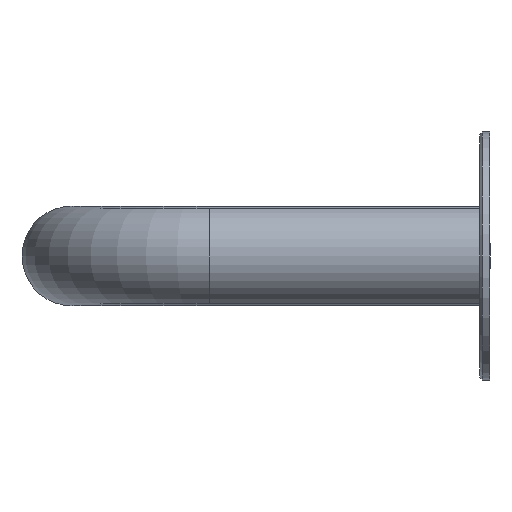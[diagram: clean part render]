
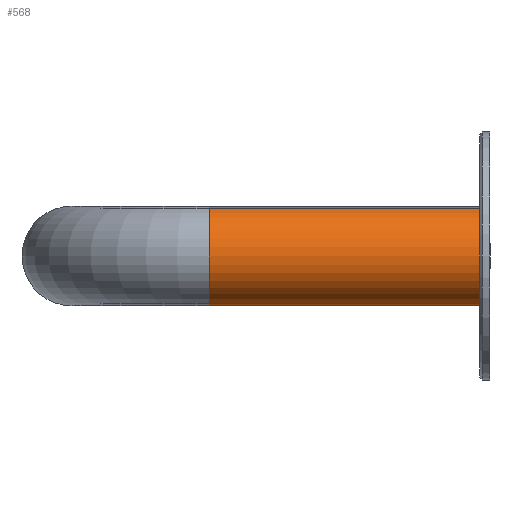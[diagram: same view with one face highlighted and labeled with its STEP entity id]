
A CAD part, left-side view. The second image highlights one B-rep face of the part: STEP entity #568.
In plain terms, the highlighted cylindrical face has radius 19.05 mm (diameter 38.1 mm), a full revolution.
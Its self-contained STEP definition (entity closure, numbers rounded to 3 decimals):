
#568=ADVANCED_FACE('',(#946,#948),#950,.T.);
#946=FACE_OUTER_BOUND('',#947,.T.);
#947=EDGE_LOOP('',(#1288));
#948=FACE_OUTER_BOUND('',#949,.T.);
#949=EDGE_LOOP('',(#1289));
#950=CYLINDRICAL_SURFACE('',#951,19.05);
#951=AXIS2_PLACEMENT_3D('',#952,#953,#954);
#952=CARTESIAN_POINT('',(0.,0.,0.));
#953=DIRECTION('',(-0.,-1.,-0.));
#954=DIRECTION('',(1.,0.,0.));
#1288=ORIENTED_EDGE('',*,*,#1383,.T.);
#1289=ORIENTED_EDGE('',*,*,#1381,.F.);
#1381=EDGE_CURVE('',#1439,#1439,#1440,.T.);
#1383=EDGE_CURVE('',#1443,#1443,#1444,.T.);
#1439=VERTEX_POINT('',#1562);
#1440=CIRCLE('',#1563,19.05);
#1443=VERTEX_POINT('',#1572);
#1444=CIRCLE('',#1573,19.05);
#1562=CARTESIAN_POINT('',(19.05,0.,0.));
#1563=AXIS2_PLACEMENT_3D('',#1564,#1565,#1566);
#1564=CARTESIAN_POINT('',(0.,0.,0.));
#1565=DIRECTION('',(0.,-1.,0.));
#1566=DIRECTION('',(1.,0.,0.));
#1572=CARTESIAN_POINT('',(19.05,107.4,0.));
#1573=AXIS2_PLACEMENT_3D('',#1574,#1575,#1576);
#1574=CARTESIAN_POINT('',(0.,107.4,0.));
#1575=DIRECTION('',(0.,-1.,0.));
#1576=DIRECTION('',(1.,0.,0.));
